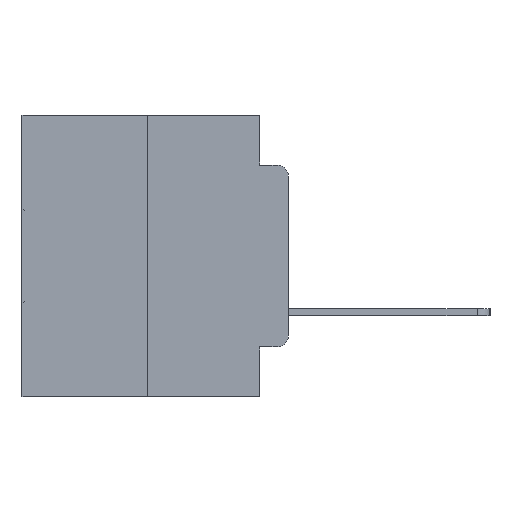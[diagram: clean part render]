
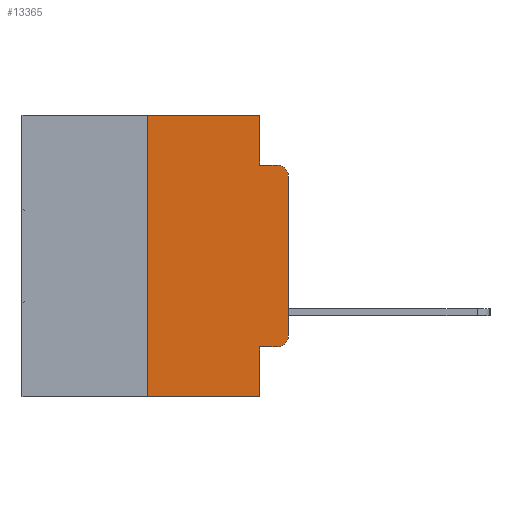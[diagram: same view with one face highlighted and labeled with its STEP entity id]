
A CAD part, left-side view. The second image highlights one B-rep face of the part: STEP entity #13365.
In plain terms, the highlighted planar face has unit normal (-1, 0, 0).
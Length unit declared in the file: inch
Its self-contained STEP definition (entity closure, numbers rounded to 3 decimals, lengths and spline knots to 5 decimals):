
#323 = VERTEX_POINT ( 'NONE', #27686 ) ;
#1202 = PLANE ( 'NONE',  #19868 ) ;
#1723 = VERTEX_POINT ( 'NONE', #4856 ) ;
#1889 = ORIENTED_EDGE ( 'NONE', *, *, #7194, .T. ) ;
#2060 = DIRECTION ( 'NONE',  ( 0., 0., -1. ) ) ;
#2118 = EDGE_CURVE ( 'NONE', #1723, #8745, #28986, .T. ) ;
#2222 = DIRECTION ( 'NONE',  ( 0., 0., 1. ) ) ;
#2251 = VERTEX_POINT ( 'NONE', #25882 ) ;
#2554 = LINE ( 'NONE', #10003, #15778 ) ;
#2626 = VECTOR ( 'NONE', #11574, 39.37008 ) ;
#3334 = EDGE_LOOP ( 'NONE', ( #27097, #22424, #29276, #11478, #23895, #12212, #24602, #19184, #13697, #1889 ) ) ;
#4404 = AXIS2_PLACEMENT_3D ( 'NONE', #27199, #13304, #29523 ) ;
#4856 = CARTESIAN_POINT ( 'NONE',  ( 0., 0.051, 0. ) ) ;
#4930 = CARTESIAN_POINT ( 'NONE',  ( 0., 0., -0.1085 ) ) ;
#5441 = DIRECTION ( 'NONE',  ( 0., -1., 0. ) ) ;
#5526 = LINE ( 'NONE', #24188, #11824 ) ;
#6380 = VECTOR ( 'NONE', #10326, 39.37008 ) ;
#6789 = EDGE_CURVE ( 'NONE', #27706, #1723, #27453, .T. ) ;
#7194 = EDGE_CURVE ( 'NONE', #13864, #25978, #16574, .T. ) ;
#7228 = LINE ( 'NONE', #30155, #25133 ) ;
#7569 = VECTOR ( 'NONE', #26326, 39.37008 ) ;
#7620 = EDGE_CURVE ( 'NONE', #2251, #21591, #9569, .T. ) ;
#7653 = CARTESIAN_POINT ( 'NONE',  ( 0., 0.051, -0.4115 ) ) ;
#7823 = DIRECTION ( 'NONE',  ( 0., -1., 0. ) ) ;
#8535 = CARTESIAN_POINT ( 'NONE',  ( 0., 0.051, -0.5 ) ) ;
#8745 = VERTEX_POINT ( 'NONE', #20000 ) ;
#8981 = VECTOR ( 'NONE', #2060, 39.37008 ) ;
#9569 = LINE ( 'NONE', #21640, #17283 ) ;
#9737 = EDGE_CURVE ( 'NONE', #20174, #13864, #26191, .T. ) ;
#10003 = CARTESIAN_POINT ( 'NONE',  ( 0., 0.051, 0. ) ) ;
#10186 = CARTESIAN_POINT ( 'NONE',  ( 0., 0.02, -0.4115 ) ) ;
#10326 = DIRECTION ( 'NONE',  ( 0., 0., 1. ) ) ;
#10728 = DIRECTION ( 'NONE',  ( 0., 0., -1. ) ) ;
#11019 = CIRCLE ( 'NONE', #18622, 0.02 ) ;
#11293 = DIRECTION ( 'NONE',  ( -1., 0., 0. ) ) ;
#11478 = ORIENTED_EDGE ( 'NONE', *, *, #2118, .F. ) ;
#11574 = DIRECTION ( 'NONE',  ( 0., -1., 0. ) ) ;
#11824 = VECTOR ( 'NONE', #7823, 39.37008 ) ;
#12212 = ORIENTED_EDGE ( 'NONE', *, *, #24113, .F. ) ;
#12849 = CARTESIAN_POINT ( 'NONE',  ( 0., 0., -0.3915 ) ) ;
#13304 = DIRECTION ( 'NONE',  ( -1., 0., 0. ) ) ;
#13365 = ADVANCED_FACE ( 'NONE', ( #17662 ), #1202, .F. ) ;
#13697 = ORIENTED_EDGE ( 'NONE', *, *, #9737, .T. ) ;
#13864 = VERTEX_POINT ( 'NONE', #10186 ) ;
#14731 = DIRECTION ( 'NONE',  ( 0., 0., -1. ) ) ;
#15348 = CARTESIAN_POINT ( 'NONE',  ( 0., 0.473, 0. ) ) ;
#15778 = VECTOR ( 'NONE', #14731, 39.37008 ) ;
#16574 = CIRCLE ( 'NONE', #4404, 0.02 ) ;
#16862 = EDGE_CURVE ( 'NONE', #25978, #21279, #18898, .T. ) ;
#17142 = CARTESIAN_POINT ( 'NONE',  ( 0., 0.051, -0.4115 ) ) ;
#17283 = VECTOR ( 'NONE', #5441, 39.37008 ) ;
#17662 = FACE_OUTER_BOUND ( 'NONE', #3334, .T. ) ;
#18070 = EDGE_CURVE ( 'NONE', #8745, #323, #5526, .T. ) ;
#18622 = AXIS2_PLACEMENT_3D ( 'NONE', #25245, #11293, #27549 ) ;
#18898 = LINE ( 'NONE', #26493, #6380 ) ;
#19184 = ORIENTED_EDGE ( 'NONE', *, *, #19736, .F. ) ;
#19736 = EDGE_CURVE ( 'NONE', #20174, #21591, #2554, .T. ) ;
#19868 = AXIS2_PLACEMENT_3D ( 'NONE', #15348, #24686, #10728 ) ;
#20000 = CARTESIAN_POINT ( 'NONE',  ( 0., 0.051, -0.0885 ) ) ;
#20174 = VERTEX_POINT ( 'NONE', #17142 ) ;
#20838 = CARTESIAN_POINT ( 'NONE',  ( 0., 0.051, 0. ) ) ;
#21279 = VERTEX_POINT ( 'NONE', #4930 ) ;
#21591 = VERTEX_POINT ( 'NONE', #8535 ) ;
#21640 = CARTESIAN_POINT ( 'NONE',  ( 0., 0.473, -0.5 ) ) ;
#21712 = CARTESIAN_POINT ( 'NONE',  ( 0., 0.25, 0. ) ) ;
#22424 = ORIENTED_EDGE ( 'NONE', *, *, #27923, .T. ) ;
#23895 = ORIENTED_EDGE ( 'NONE', *, *, #6789, .F. ) ;
#24113 = EDGE_CURVE ( 'NONE', #2251, #27706, #7228, .T. ) ;
#24188 = CARTESIAN_POINT ( 'NONE',  ( 0., 0.051, -0.0885 ) ) ;
#24602 = ORIENTED_EDGE ( 'NONE', *, *, #7620, .T. ) ;
#24686 = DIRECTION ( 'NONE',  ( 1., 0., 0. ) ) ;
#25133 = VECTOR ( 'NONE', #2222, 39.37008 ) ;
#25245 = CARTESIAN_POINT ( 'NONE',  ( 0., 0.02, -0.1085 ) ) ;
#25523 = CARTESIAN_POINT ( 'NONE',  ( 0., 0.473, 0. ) ) ;
#25882 = CARTESIAN_POINT ( 'NONE',  ( 0., 0.25, -0.5 ) ) ;
#25978 = VERTEX_POINT ( 'NONE', #12849 ) ;
#26191 = LINE ( 'NONE', #7653, #7569 ) ;
#26326 = DIRECTION ( 'NONE',  ( 0., -1., 0. ) ) ;
#26493 = CARTESIAN_POINT ( 'NONE',  ( 0., 0., 0. ) ) ;
#27097 = ORIENTED_EDGE ( 'NONE', *, *, #16862, .T. ) ;
#27199 = CARTESIAN_POINT ( 'NONE',  ( 0., 0.02, -0.3915 ) ) ;
#27453 = LINE ( 'NONE', #25523, #2626 ) ;
#27549 = DIRECTION ( 'NONE',  ( 0., 0., -1. ) ) ;
#27686 = CARTESIAN_POINT ( 'NONE',  ( 0., 0.02, -0.0885 ) ) ;
#27706 = VERTEX_POINT ( 'NONE', #21712 ) ;
#27923 = EDGE_CURVE ( 'NONE', #21279, #323, #11019, .T. ) ;
#28986 = LINE ( 'NONE', #20838, #8981 ) ;
#29276 = ORIENTED_EDGE ( 'NONE', *, *, #18070, .F. ) ;
#29523 = DIRECTION ( 'NONE',  ( 0., 0., -1. ) ) ;
#30155 = CARTESIAN_POINT ( 'NONE',  ( 0., 0.25, 0. ) ) ;
